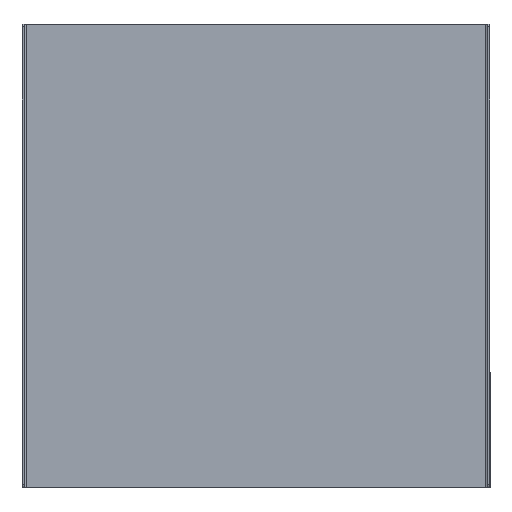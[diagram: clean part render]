
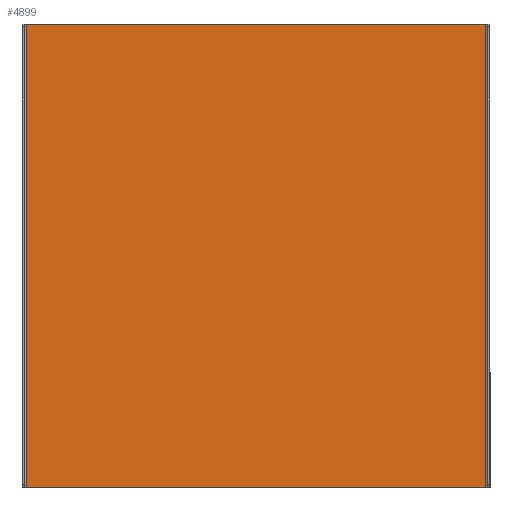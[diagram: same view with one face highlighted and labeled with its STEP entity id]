
A CAD part, top view. The second image highlights one B-rep face of the part: STEP entity #4899.
In plain terms, the highlighted planar face has unit normal (0, 0, 1).
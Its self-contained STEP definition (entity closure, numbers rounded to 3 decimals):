
#117 = EDGE_LOOP ( 'NONE', ( #1268, #578, #794, #6098 ) ) ;
#259 = DIRECTION ( 'NONE',  ( -1., 0., 0. ) ) ;
#273 = AXIS2_PLACEMENT_3D ( 'NONE', #2394, #4360, #6323 ) ;
#297 = CARTESIAN_POINT ( 'NONE',  ( 123.857, -125., 0. ) ) ;
#578 = ORIENTED_EDGE ( 'NONE', *, *, #2184, .T. ) ;
#794 = ORIENTED_EDGE ( 'NONE', *, *, #2645, .T. ) ;
#1116 = CARTESIAN_POINT ( 'NONE',  ( -239.018, -125., 0. ) ) ;
#1176 = LINE ( 'NONE', #1116, #5967 ) ;
#1214 = CARTESIAN_POINT ( 'NONE',  ( 123.857, 0., 0. ) ) ;
#1268 = ORIENTED_EDGE ( 'NONE', *, *, #4477, .F. ) ;
#1422 = FACE_OUTER_BOUND ( 'NONE', #117, .T. ) ;
#1920 = VECTOR ( 'NONE', #2666, 1000. ) ;
#2059 = VECTOR ( 'NONE', #4270, 1000. ) ;
#2115 = VERTEX_POINT ( 'NONE', #6103 ) ;
#2184 = EDGE_CURVE ( 'NONE', #2115, #2555, #5673, .T. ) ;
#2394 = CARTESIAN_POINT ( 'NONE',  ( 0., 0., 0. ) ) ;
#2555 = VERTEX_POINT ( 'NONE', #4413 ) ;
#2645 = EDGE_CURVE ( 'NONE', #2555, #4732, #3301, .T. ) ;
#2666 = DIRECTION ( 'NONE',  ( 0., -1., 0. ) ) ;
#2740 = CARTESIAN_POINT ( 'NONE',  ( -123.857, -125., 0. ) ) ;
#2850 = EDGE_CURVE ( 'NONE', #4732, #6152, #1176, .T. ) ;
#3301 = LINE ( 'NONE', #5237, #2059 ) ;
#4247 = VECTOR ( 'NONE', #259, 1000. ) ;
#4270 = DIRECTION ( 'NONE',  ( 0., -1., 0. ) ) ;
#4360 = DIRECTION ( 'NONE',  ( 0., 0., -1. ) ) ;
#4413 = CARTESIAN_POINT ( 'NONE',  ( -123.857, 125., 0. ) ) ;
#4477 = EDGE_CURVE ( 'NONE', #2115, #6152, #5562, .T. ) ;
#4732 = VERTEX_POINT ( 'NONE', #2740 ) ;
#4814 = PLANE ( 'NONE',  #273 ) ;
#4899 = ADVANCED_FACE ( 'NONE', ( #1422 ), #4814, .F. ) ;
#5137 = DIRECTION ( 'NONE',  ( 1., 0., 0. ) ) ;
#5228 = CARTESIAN_POINT ( 'NONE',  ( -239.018, 125., 0. ) ) ;
#5237 = CARTESIAN_POINT ( 'NONE',  ( -123.857, 0., 0. ) ) ;
#5562 = LINE ( 'NONE', #1214, #1920 ) ;
#5673 = LINE ( 'NONE', #5228, #4247 ) ;
#5967 = VECTOR ( 'NONE', #5137, 1000. ) ;
#6098 = ORIENTED_EDGE ( 'NONE', *, *, #2850, .T. ) ;
#6103 = CARTESIAN_POINT ( 'NONE',  ( 123.857, 125., 0. ) ) ;
#6152 = VERTEX_POINT ( 'NONE', #297 ) ;
#6323 = DIRECTION ( 'NONE',  ( -1., 0., 0. ) ) ;
